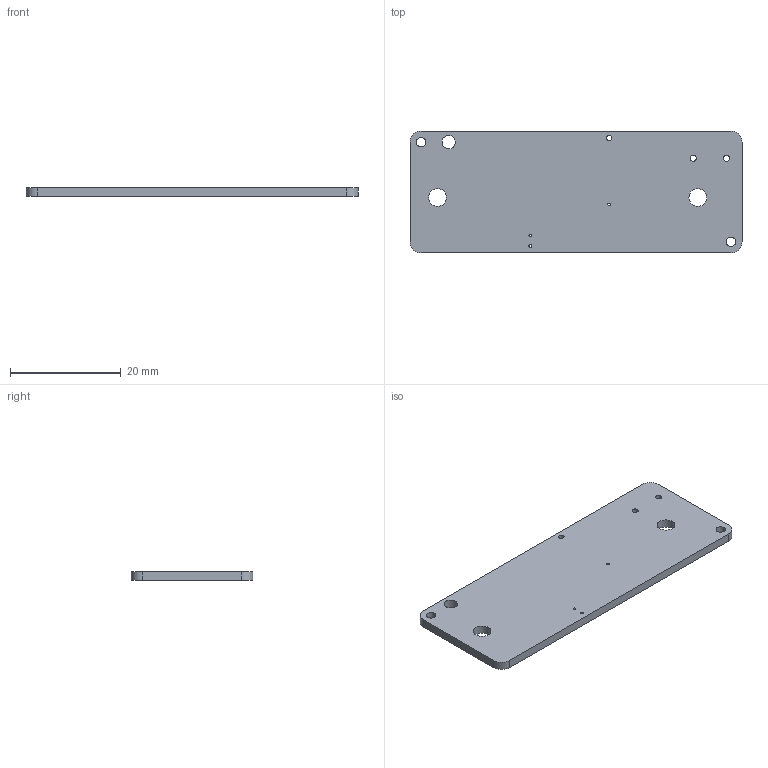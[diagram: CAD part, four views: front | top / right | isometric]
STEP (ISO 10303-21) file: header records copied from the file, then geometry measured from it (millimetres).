
FILE_DESCRIPTION(('KiCad electronic assembly'),'2;1');
FILE_NAME('snap_rev2.stp','2017-11-03T14:37:09',('An Author'),( 'A Company'),'Open CASCADE STEP processor 6.8', 'KiCad to STEP converter','Unknown');
FILE_SCHEMA(('AUTOMOTIVE_DESIGN_CC2 { 1 2 10303 214 -1 1 5 4 }'));
Length unit declared in the file: millimetre
Products named in the file (2): Open CASCADE STEP translator 6.8 1; COMPOUND
Assembly tree (1 placements, depth 2):
  Open CASCADE STEP translator 6.8 1
    COMPOUND
Bounding box: 60 x 22 x 1.6 mm (x, y, z)
Volume: 2061 mm3; surface area: 2918.1 mm2
Topology: 1 solids, 1 shells, 21 faces, 57 edges, 38 vertices
Faces by surface type: cylinder 15, plane 6
Full cylindrical faces by diameter (mm): 0.5 x3, 1 x1, 1.1 x2, 1.7 x2, 2.4 x1, 3.2 x2
Entity records: 1603 total; most frequent: CARTESIAN_POINT 412, DIRECTION 217, ORIENTED_EDGE 114, PCURVE 114, DEFINITIONAL_REPRESENTATION 114, LINE 111, VECTOR 111, EDGE_CURVE 57
